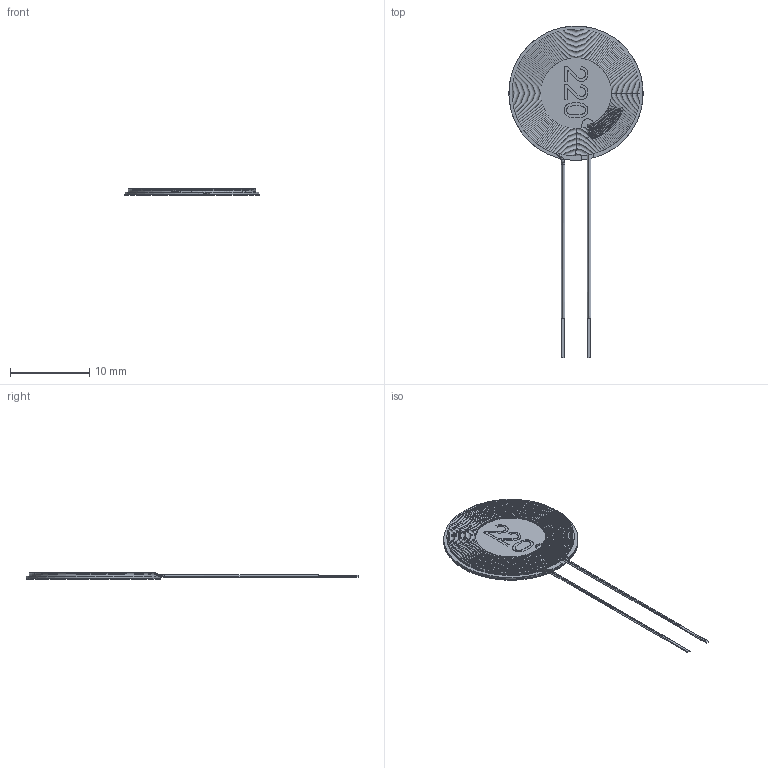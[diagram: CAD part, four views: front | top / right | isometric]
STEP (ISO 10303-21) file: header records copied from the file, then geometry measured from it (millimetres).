
FILE_DESCRIPTION(/* description */ ('Unknown'),/* implementation_level */ '2;1');
FILE_NAME(/* name */ 'L_Wurth_WE-WPCC-RX_760308101220',/* time_stamp */ '2025-04-22T16:06:51+08:00',/* author */ ('Unknown'),/* organization */ ('Unknown'),/* preprocessor_version */ 'ST-DEVELOPER v19.4',/* originating_system */ 'Solid Edge',/* authorisation */ 'Unknown');
FILE_SCHEMA (('AUTOMOTIVE_DESIGN {1 0 10303 214 3 1 1}'));
Length unit declared in the file: millimetre
Products named in the file (2): L_Wurth_WE-WPCC-RX_760308101220
Assembly tree (1 placements, depth 2):
  L_Wurth_WE-WPCC-RX_760308101220
    L_Wurth_WE-WPCC-RX_760308101220
Bounding box: 17 x 42 x 0.85 mm (x, y, z)
Volume: 140.6 mm3; surface area: 3473.4 mm2
Topology: 7 solids, 7 shells, 266 faces, 544 edges, 292 vertices
Faces by surface type: bspline 106, torus 92, plane 48, cylinder 20
Full cylindrical faces by diameter (mm): 17 x2
Entity records: 14807 total; most frequent: CARTESIAN_POINT 7855, ORIENTED_EDGE 1080, DIRECTION 1048, EDGE_CURVE 540, AXIS2_PLACEMENT_3D 482, VERTEX_POINT 363, FACE_BOUND 347, CIRCLE 320
